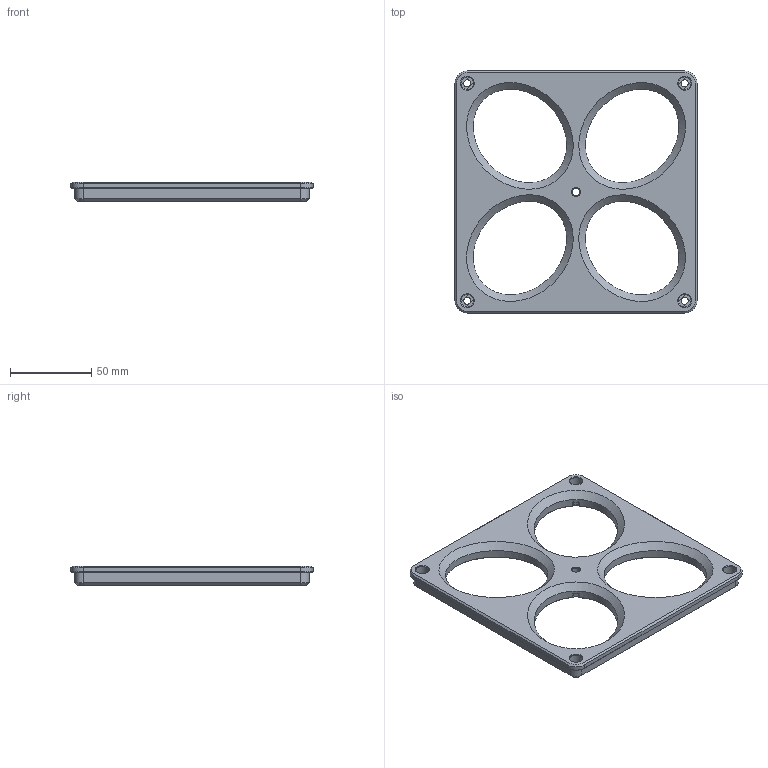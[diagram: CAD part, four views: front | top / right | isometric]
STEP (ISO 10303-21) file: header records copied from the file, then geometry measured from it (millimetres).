
FILE_DESCRIPTION(/* description */ (''),/* implementation_level */ '2;1');
FILE_NAME(/* name */ 'Stealth Filter Frame.step',/* time_stamp */ '2024-01-02T19:49:06-08:00',/* author */ (''),/* organization */ (''),/* preprocessor_version */ 'ST-DEVELOPER v20',/* originating_system */ 'Autodesk Translation Framework v12.14.0.127',/* authorisation */ '');
FILE_SCHEMA (('AUTOMOTIVE_DESIGN { 1 0 10303 214 3 1 1 }'));
Length unit declared in the file: millimetre
Products named in the file (2): Stealth Filter Frame; Stealth Filter Frame_1
Assembly tree (1 placements, depth 2):
  Stealth Filter Frame
    Stealth Filter Frame_1
Bounding box: 148.8 x 148.8 x 12 mm (x, y, z)
Volume: 109476.1 mm3; surface area: 39927.2 mm2
Topology: 1 solids, 1 shells, 288 faces, 731 edges, 452 vertices
Faces by surface type: plane 141, cylinder 65, cone 58, bspline 24
Full cylindrical faces by diameter (mm): 4.5 x5, 7.8 x4
Entity records: 10152 total; most frequent: CARTESIAN_POINT 3130, ORIENTED_EDGE 1462, DIRECTION 1461, EDGE_CURVE 731, AXIS2_PLACEMENT_3D 519, VERTEX_POINT 452, LINE 423, VECTOR 423
